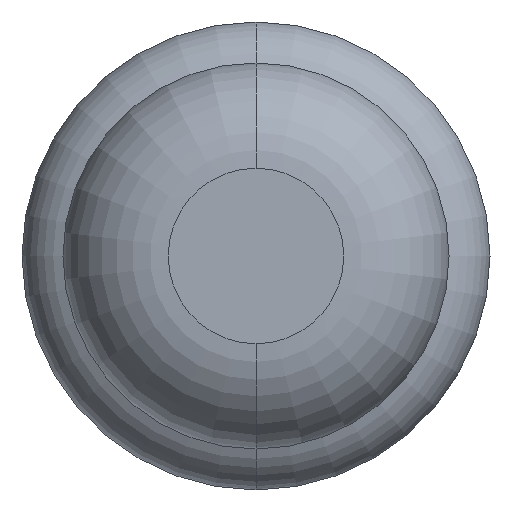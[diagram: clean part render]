
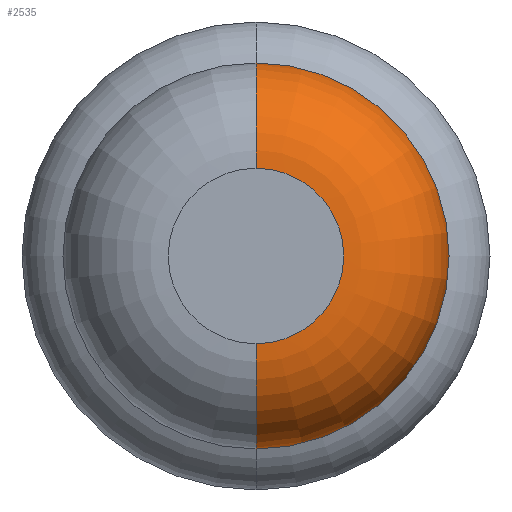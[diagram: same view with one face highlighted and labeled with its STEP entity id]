
A CAD part, front view. The second image highlights one B-rep face of the part: STEP entity #2535.
In plain terms, the highlighted toroidal (fillet/blend) face has major radius 0.375 mm and minor radius 0.45 mm.
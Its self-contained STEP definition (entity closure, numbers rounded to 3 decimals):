
#12 = EDGE_CURVE ( 'NONE', #1984, #1069, #1026, .T. ) ;
#65 = ORIENTED_EDGE ( 'NONE', *, *, #12, .T. ) ;
#242 = VERTEX_POINT ( 'NONE', #652 ) ;
#484 = DIRECTION ( 'NONE',  ( 0., 0., 1. ) ) ;
#559 = EDGE_CURVE ( 'Defeature ausgef�hrt1_9+Defeature ausgef�hrt1_8+Defeature ausgef�hrt1_8+Defeature ausgef�hrt1_8', #242, #1069, #3974, .T. ) ;
#589 = CARTESIAN_POINT ( 'NONE',  ( 0., -26.95, -0.825 ) ) ;
#609 = CARTESIAN_POINT ( 'NONE',  ( 0., -27.4, 0.375 ) ) ;
#652 = CARTESIAN_POINT ( 'NONE',  ( 0., -26.95, 0.825 ) ) ;
#696 = DIRECTION ( 'NONE',  ( 0., 0., 1. ) ) ;
#898 = DIRECTION ( 'NONE',  ( 0., 0., 1. ) ) ;
#911 = DIRECTION ( 'NONE',  ( 0., 1., 0. ) ) ;
#1026 = CIRCLE ( 'NONE', #4201, 0.45 ) ;
#1069 = VERTEX_POINT ( 'NONE', #589 ) ;
#1252 = DIRECTION ( 'NONE',  ( 0., 0., 1. ) ) ;
#1654 = CARTESIAN_POINT ( 'NONE',  ( 0., -27.4, 0. ) ) ;
#1669 = CARTESIAN_POINT ( 'NONE',  ( 0., -27.4, -0.375 ) ) ;
#1966 = CARTESIAN_POINT ( 'NONE',  ( 0., -26.95, 0.375 ) ) ;
#1972 = DIRECTION ( 'NONE',  ( 0., 1., 0. ) ) ;
#1984 = VERTEX_POINT ( 'NONE', #1669 ) ;
#1989 = AXIS2_PLACEMENT_3D ( 'NONE', #1654, #911, #898 ) ;
#2208 = DIRECTION ( 'NONE',  ( 1., 0., 0. ) ) ;
#2535 = ADVANCED_FACE ( 'Defeature ausgef�hrt1_8', ( #4134 ), #4786, .T. ) ;
#2627 = ORIENTED_EDGE ( 'NONE', *, *, #3861, .F. ) ;
#2708 = DIRECTION ( 'NONE',  ( -1., 0., 0. ) ) ;
#3038 = EDGE_LOOP ( 'NONE', ( #4488, #65, #3894, #2627 ) ) ;
#3168 = AXIS2_PLACEMENT_3D ( 'NONE', #1966, #2708, #484 ) ;
#3230 = AXIS2_PLACEMENT_3D ( 'NONE', #3672, #4753, #696 ) ;
#3672 = CARTESIAN_POINT ( 'NONE',  ( 0., -26.95, 0. ) ) ;
#3701 = CIRCLE ( 'NONE', #3168, 0.45 ) ;
#3861 = EDGE_CURVE ( 'NONE', #4469, #242, #3701, .T. ) ;
#3894 = ORIENTED_EDGE ( 'NONE', *, *, #559, .F. ) ;
#3942 = EDGE_CURVE ( 'Defeature ausgef�hrt1_8+Defeature ausgef�hrt1_7+Defeature ausgef�hrt1_7+Defeature ausgef�hrt1_7', #4469, #1984, #4442, .T. ) ;
#3974 = CIRCLE ( 'NONE', #4692, 0.825 ) ;
#4134 = FACE_OUTER_BOUND ( 'NONE', #3038, .T. ) ;
#4175 = CARTESIAN_POINT ( 'NONE',  ( 0., -26.95, 0. ) ) ;
#4201 = AXIS2_PLACEMENT_3D ( 'NONE', #4387, #2208, #4778 ) ;
#4387 = CARTESIAN_POINT ( 'NONE',  ( 0., -26.95, -0.375 ) ) ;
#4442 = CIRCLE ( 'NONE', #1989, 0.375 ) ;
#4469 = VERTEX_POINT ( 'NONE', #609 ) ;
#4488 = ORIENTED_EDGE ( 'NONE', *, *, #3942, .T. ) ;
#4692 = AXIS2_PLACEMENT_3D ( 'NONE', #4175, #1972, #1252 ) ;
#4753 = DIRECTION ( 'NONE',  ( 0., 1., 0. ) ) ;
#4778 = DIRECTION ( 'NONE',  ( 0., 0., -1. ) ) ;
#4786 = TOROIDAL_SURFACE ( 'NONE', #3230, 0.375, 0.45 ) ;
